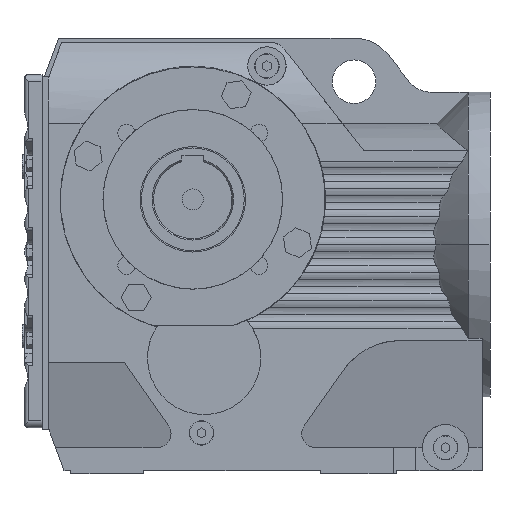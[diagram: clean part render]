
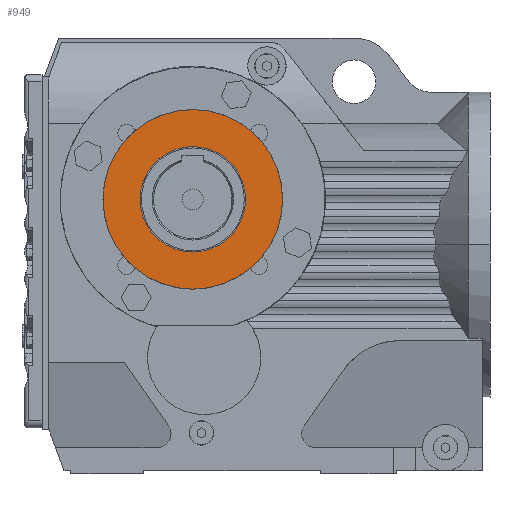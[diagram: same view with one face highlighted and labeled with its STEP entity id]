
A CAD part, front view. The second image highlights one B-rep face of the part: STEP entity #949.
In plain terms, the highlighted planar face has unit normal (0, -1, 0).
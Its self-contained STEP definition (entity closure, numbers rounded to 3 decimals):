
#949=ADVANCED_FACE('',(#2509,#2510),#2511,.T.);
#2509=FACE_BOUND('',#4739,.T.);
#2510=FACE_OUTER_BOUND('',#4740,.T.);
#2511=PLANE('',#4741);
#4739=EDGE_LOOP('',(#7579,#7580));
#4740=EDGE_LOOP('',(#7581,#7582));
#4741=AXIS2_PLACEMENT_3D('',#7583,#7584,#7585);
#7579=ORIENTED_EDGE('',*,*,#13346,.T.);
#7580=ORIENTED_EDGE('',*,*,#13359,.T.);
#7581=ORIENTED_EDGE('',*,*,#13297,.F.);
#7582=ORIENTED_EDGE('',*,*,#13519,.F.);
#7583=CARTESIAN_POINT('',(0.0,-169.0,-81.0));
#7584=DIRECTION('',(0.0,-1.0,0.0));
#7585=DIRECTION('',(0.0,0.0,1.0));
#13297=EDGE_CURVE('',#15970,#15973,#15974,.T.);
#13346=EDGE_CURVE('',#16057,#16054,#16058,.T.);
#13359=EDGE_CURVE('',#16054,#16057,#16076,.T.);
#13519=EDGE_CURVE('',#15973,#15970,#16298,.T.);
#15970=VERTEX_POINT('',#20258);
#15973=VERTEX_POINT('',#20262);
#15974=CIRCLE('',#20263,103.0);
#16054=VERTEX_POINT('',#20372);
#16057=VERTEX_POINT('',#20376);
#16058=CIRCLE('',#20377,60.5);
#16076=CIRCLE('',#20398,60.5);
#16298=CIRCLE('',#20716,103.0);
#20258=CARTESIAN_POINT('',(0.0,-169.0,-103.0));
#20262=CARTESIAN_POINT('',(0.,-169.0,103.0));
#20263=AXIS2_PLACEMENT_3D('',#27379,#27380,#27381);
#20372=CARTESIAN_POINT('',(0.,-169.0,-60.5));
#20376=CARTESIAN_POINT('',(0.,-169.0,60.5));
#20377=AXIS2_PLACEMENT_3D('',#27460,#27461,#27462);
#20398=AXIS2_PLACEMENT_3D('',#27484,#27485,#27486);
#20716=AXIS2_PLACEMENT_3D('',#27643,#27644,#27645);
#27379=CARTESIAN_POINT('',(0.0,-169.0,0.0));
#27380=DIRECTION('',(0.0,1.0,0.0));
#27381=DIRECTION('',(0.0,0.0,-1.0));
#27460=CARTESIAN_POINT('',(0.0,-169.0,0.0));
#27461=DIRECTION('',(0.0,1.0,0.0));
#27462=DIRECTION('',(0.0,0.0,-1.0));
#27484=CARTESIAN_POINT('',(0.0,-169.0,0.0));
#27485=DIRECTION('',(0.0,1.0,0.0));
#27486=DIRECTION('',(0.0,0.0,-1.0));
#27643=CARTESIAN_POINT('',(0.0,-169.0,0.0));
#27644=DIRECTION('',(0.0,1.0,0.0));
#27645=DIRECTION('',(0.0,0.0,-1.0));
